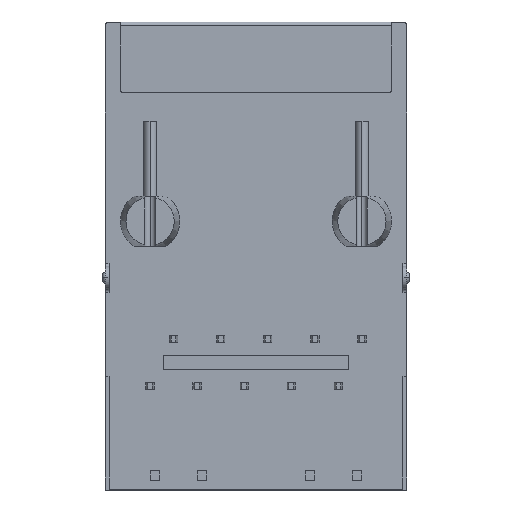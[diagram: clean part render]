
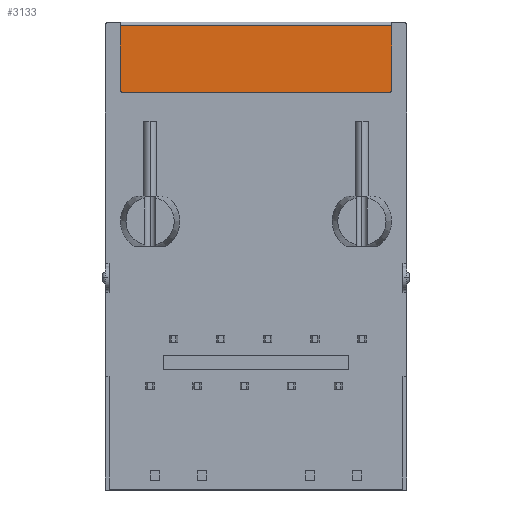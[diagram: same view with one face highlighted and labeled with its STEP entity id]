
A CAD part, front view. The second image highlights one B-rep face of the part: STEP entity #3133.
In plain terms, the highlighted planar face has unit normal (0, -1, 0).
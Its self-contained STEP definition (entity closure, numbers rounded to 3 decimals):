
#21 = CARTESIAN_POINT ( 'NONE',  ( 7.175, -6.725, 21.6 ) ) ;
#148 = VERTEX_POINT ( 'NONE', #13327 ) ;
#675 = DIRECTION ( 'NONE',  ( 0., 0., -1. ) ) ;
#1115 = CARTESIAN_POINT ( 'NONE',  ( -7.325, -6.725, 21.75 ) ) ;
#1172 = CIRCLE ( 'NONE', #10197, 0.15 ) ;
#1361 = CARTESIAN_POINT ( 'NONE',  ( 7.325, -6.725, 25.2 ) ) ;
#1622 = ORIENTED_EDGE ( 'NONE', *, *, #2106, .F. ) ;
#2106 = EDGE_CURVE ( 'NONE', #11181, #10249, #18806, .T. ) ;
#2543 = EDGE_CURVE ( 'NONE', #148, #11181, #2688, .T. ) ;
#2688 = LINE ( 'NONE', #1115, #4898 ) ;
#2697 = DIRECTION ( 'NONE',  ( 0., 0., -1. ) ) ;
#3133 = ADVANCED_FACE ( 'NONE', ( #15173 ), #10265, .T. ) ;
#4042 = EDGE_LOOP ( 'NONE', ( #20123, #20346, #10389, #17548, #10562, #1622 ) ) ;
#4178 = VECTOR ( 'NONE', #10788, 1000. ) ;
#4436 = EDGE_CURVE ( 'NONE', #14341, #9536, #17586, .T. ) ;
#4592 = EDGE_CURVE ( 'NONE', #148, #9536, #1172, .T. ) ;
#4795 = CARTESIAN_POINT ( 'NONE',  ( 7.325, -6.725, 25.2 ) ) ;
#4898 = VECTOR ( 'NONE', #9170, 1000. ) ;
#5456 = DIRECTION ( 'NONE',  ( 0., 0., -1. ) ) ;
#5477 = EDGE_CURVE ( 'NONE', #14341, #11001, #9187, .T. ) ;
#5739 = CARTESIAN_POINT ( 'NONE',  ( -7.175, -6.725, 21.6 ) ) ;
#6717 = DIRECTION ( 'NONE',  ( 0., -1., 0. ) ) ;
#6920 = DIRECTION ( 'NONE',  ( 0., -1., 0. ) ) ;
#7294 = AXIS2_PLACEMENT_3D ( 'NONE', #10054, #6920, #5456 ) ;
#9170 = DIRECTION ( 'NONE',  ( 0., 0., 1. ) ) ;
#9187 = CIRCLE ( 'NONE', #13546, 0.15 ) ;
#9536 = VERTEX_POINT ( 'NONE', #5739 ) ;
#10054 = CARTESIAN_POINT ( 'NONE',  ( -8.125, -6.725, 0. ) ) ;
#10197 = AXIS2_PLACEMENT_3D ( 'NONE', #13003, #6717, #19362 ) ;
#10249 = VERTEX_POINT ( 'NONE', #1361 ) ;
#10265 = PLANE ( 'NONE',  #7294 ) ;
#10389 = ORIENTED_EDGE ( 'NONE', *, *, #4436, .F. ) ;
#10466 = CARTESIAN_POINT ( 'NONE',  ( -7.325, -6.725, 25.2 ) ) ;
#10562 = ORIENTED_EDGE ( 'NONE', *, *, #12346, .F. ) ;
#10788 = DIRECTION ( 'NONE',  ( -1., 0., 0. ) ) ;
#11001 = VERTEX_POINT ( 'NONE', #14087 ) ;
#11181 = VERTEX_POINT ( 'NONE', #12288 ) ;
#11491 = VECTOR ( 'NONE', #2697, 1000. ) ;
#12288 = CARTESIAN_POINT ( 'NONE',  ( -7.325, -6.725, 25.2 ) ) ;
#12346 = EDGE_CURVE ( 'NONE', #10249, #11001, #20661, .T. ) ;
#13003 = CARTESIAN_POINT ( 'NONE',  ( -7.175, -6.725, 21.75 ) ) ;
#13327 = CARTESIAN_POINT ( 'NONE',  ( -7.325, -6.725, 21.75 ) ) ;
#13546 = AXIS2_PLACEMENT_3D ( 'NONE', #18347, #19700, #675 ) ;
#14087 = CARTESIAN_POINT ( 'NONE',  ( 7.325, -6.725, 21.75 ) ) ;
#14114 = VECTOR ( 'NONE', #20067, 1000. ) ;
#14341 = VERTEX_POINT ( 'NONE', #16659 ) ;
#15173 = FACE_OUTER_BOUND ( 'NONE', #4042, .T. ) ;
#16659 = CARTESIAN_POINT ( 'NONE',  ( 7.175, -6.725, 21.6 ) ) ;
#17548 = ORIENTED_EDGE ( 'NONE', *, *, #5477, .T. ) ;
#17586 = LINE ( 'NONE', #21, #4178 ) ;
#18347 = CARTESIAN_POINT ( 'NONE',  ( 7.175, -6.725, 21.75 ) ) ;
#18806 = LINE ( 'NONE', #10466, #14114 ) ;
#19362 = DIRECTION ( 'NONE',  ( -1., 0., 0. ) ) ;
#19700 = DIRECTION ( 'NONE',  ( 0., -1., 0. ) ) ;
#20067 = DIRECTION ( 'NONE',  ( 1., 0., 0. ) ) ;
#20123 = ORIENTED_EDGE ( 'NONE', *, *, #2543, .F. ) ;
#20346 = ORIENTED_EDGE ( 'NONE', *, *, #4592, .T. ) ;
#20661 = LINE ( 'NONE', #4795, #11491 ) ;
